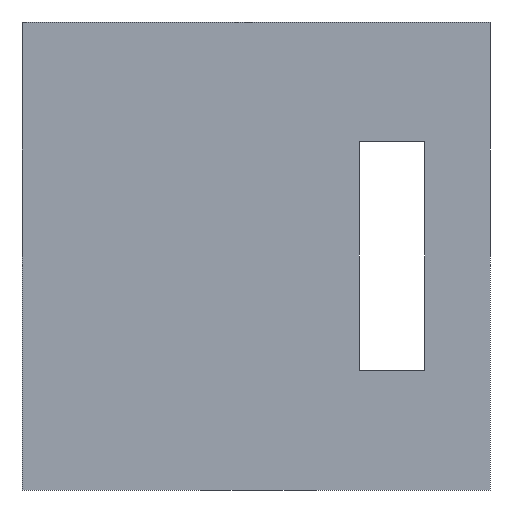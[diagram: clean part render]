
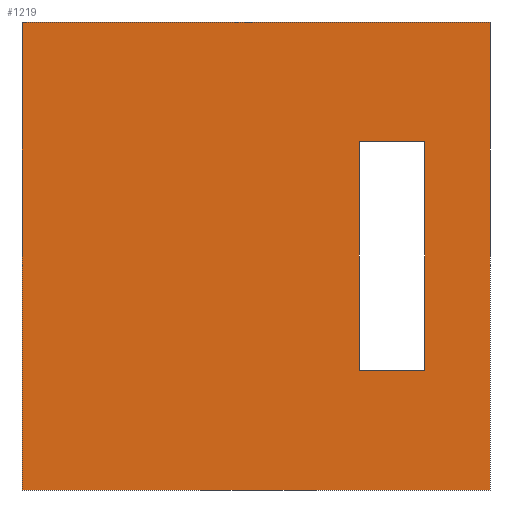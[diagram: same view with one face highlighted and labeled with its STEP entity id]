
A CAD part, left-side view. The second image highlights one B-rep face of the part: STEP entity #1219.
In plain terms, the highlighted planar face has unit normal (-1, 0, 0).
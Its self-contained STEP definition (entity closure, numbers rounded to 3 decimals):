
#36 = VECTOR ( 'NONE', #1671, 1000. ) ;
#40 = CARTESIAN_POINT ( 'NONE',  ( -4.25, 6., -5.25 ) ) ;
#49 = ORIENTED_EDGE ( 'NONE', *, *, #328, .F. ) ;
#57 = ORIENTED_EDGE ( 'NONE', *, *, #1092, .T. ) ;
#86 = CARTESIAN_POINT ( 'NONE',  ( -4.25, 21.5, 10.75 ) ) ;
#120 = ORIENTED_EDGE ( 'NONE', *, *, #875, .F. ) ;
#138 = LINE ( 'NONE', #526, #932 ) ;
#170 = VECTOR ( 'NONE', #1129, 1000. ) ;
#178 = FACE_OUTER_BOUND ( 'NONE', #1358, .T. ) ;
#183 = CARTESIAN_POINT ( 'NONE',  ( -4.25, 0., -10.75 ) ) ;
#195 = LINE ( 'NONE', #998, #170 ) ;
#254 = EDGE_CURVE ( 'NONE', #481, #1581, #195, .T. ) ;
#256 = VERTEX_POINT ( 'NONE', #1148 ) ;
#281 = DIRECTION ( 'NONE',  ( 0., 0., 1. ) ) ;
#328 = EDGE_CURVE ( 'NONE', #1581, #256, #138, .T. ) ;
#371 = VECTOR ( 'NONE', #417, 1000. ) ;
#393 = CARTESIAN_POINT ( 'NONE',  ( -4.25, 6., 5.25 ) ) ;
#417 = DIRECTION ( 'NONE',  ( 0., 0., -1. ) ) ;
#421 = DIRECTION ( 'NONE',  ( 0., -1., 0. ) ) ;
#422 = CARTESIAN_POINT ( 'NONE',  ( -4.25, 6., 5.25 ) ) ;
#442 = LINE ( 'NONE', #1110, #36 ) ;
#481 = VERTEX_POINT ( 'NONE', #40 ) ;
#484 = ORIENTED_EDGE ( 'NONE', *, *, #1113, .F. ) ;
#526 = CARTESIAN_POINT ( 'NONE',  ( -4.25, 3., 5.25 ) ) ;
#582 = LINE ( 'NONE', #1132, #1652 ) ;
#635 = ORIENTED_EDGE ( 'NONE', *, *, #679, .F. ) ;
#674 = VECTOR ( 'NONE', #1128, 1000. ) ;
#679 = EDGE_CURVE ( 'NONE', #948, #481, #1105, .T. ) ;
#680 = FACE_BOUND ( 'NONE', #1596, .T. ) ;
#715 = CARTESIAN_POINT ( 'NONE',  ( -4.25, 21.5, -10.75 ) ) ;
#763 = EDGE_CURVE ( 'NONE', #769, #982, #1258, .T. ) ;
#769 = VERTEX_POINT ( 'NONE', #183 ) ;
#771 = CARTESIAN_POINT ( 'NONE',  ( -4.25, 3., -5.25 ) ) ;
#773 = VERTEX_POINT ( 'NONE', #715 ) ;
#875 = EDGE_CURVE ( 'NONE', #773, #1609, #1403, .T. ) ;
#932 = VECTOR ( 'NONE', #281, 1000. ) ;
#948 = VERTEX_POINT ( 'NONE', #393 ) ;
#962 = DIRECTION ( 'NONE',  ( 0., -1., 0. ) ) ;
#982 = VERTEX_POINT ( 'NONE', #1442 ) ;
#998 = CARTESIAN_POINT ( 'NONE',  ( -4.25, 3., -5.25 ) ) ;
#1037 = AXIS2_PLACEMENT_3D ( 'NONE', #1397, #1384, #1245 ) ;
#1040 = EDGE_CURVE ( 'NONE', #1609, #982, #1204, .T. ) ;
#1042 = VECTOR ( 'NONE', #962, 1000. ) ;
#1087 = ORIENTED_EDGE ( 'NONE', *, *, #1040, .F. ) ;
#1092 = EDGE_CURVE ( 'NONE', #773, #769, #582, .T. ) ;
#1105 = LINE ( 'NONE', #422, #371 ) ;
#1110 = CARTESIAN_POINT ( 'NONE',  ( -4.25, 3., 5.25 ) ) ;
#1113 = EDGE_CURVE ( 'NONE', #256, #948, #442, .T. ) ;
#1120 = CARTESIAN_POINT ( 'NONE',  ( -4.25, 21.5, 10.75 ) ) ;
#1128 = DIRECTION ( 'NONE',  ( 0., 0., 1. ) ) ;
#1129 = DIRECTION ( 'NONE',  ( 0., -1., 0. ) ) ;
#1132 = CARTESIAN_POINT ( 'NONE',  ( -4.25, 21.5, -10.75 ) ) ;
#1148 = CARTESIAN_POINT ( 'NONE',  ( -4.25, 3., 5.25 ) ) ;
#1199 = ORIENTED_EDGE ( 'NONE', *, *, #254, .F. ) ;
#1204 = LINE ( 'NONE', #86, #1042 ) ;
#1219 = ADVANCED_FACE ( 'NONE', ( #680, #178 ), #1234, .F. ) ;
#1234 = PLANE ( 'NONE',  #1037 ) ;
#1245 = DIRECTION ( 'NONE',  ( 0., 0., -1. ) ) ;
#1258 = LINE ( 'NONE', #1404, #674 ) ;
#1358 = EDGE_LOOP ( 'NONE', ( #1382, #1087, #120, #57 ) ) ;
#1367 = CARTESIAN_POINT ( 'NONE',  ( -4.25, 21.5, 10.75 ) ) ;
#1382 = ORIENTED_EDGE ( 'NONE', *, *, #763, .T. ) ;
#1384 = DIRECTION ( 'NONE',  ( 1., 0., 0. ) ) ;
#1397 = CARTESIAN_POINT ( 'NONE',  ( -4.25, 21.5, 10.75 ) ) ;
#1403 = LINE ( 'NONE', #1120, #1719 ) ;
#1404 = CARTESIAN_POINT ( 'NONE',  ( -4.25, 0., 10.75 ) ) ;
#1442 = CARTESIAN_POINT ( 'NONE',  ( -4.25, 0., 10.75 ) ) ;
#1581 = VERTEX_POINT ( 'NONE', #771 ) ;
#1596 = EDGE_LOOP ( 'NONE', ( #49, #1199, #635, #484 ) ) ;
#1609 = VERTEX_POINT ( 'NONE', #1367 ) ;
#1652 = VECTOR ( 'NONE', #421, 1000. ) ;
#1671 = DIRECTION ( 'NONE',  ( 0., 1., 0. ) ) ;
#1675 = DIRECTION ( 'NONE',  ( 0., 0., 1. ) ) ;
#1719 = VECTOR ( 'NONE', #1675, 1000. ) ;
